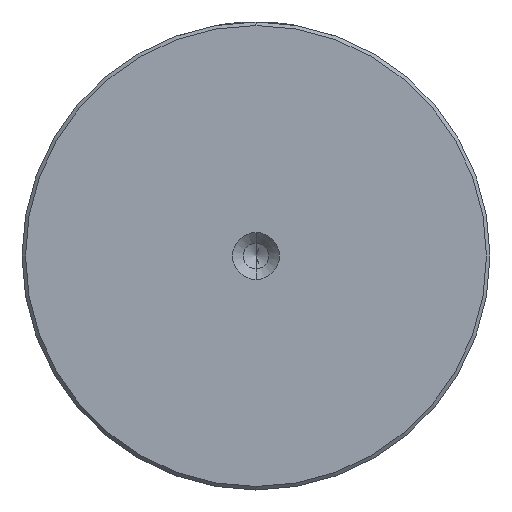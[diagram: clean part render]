
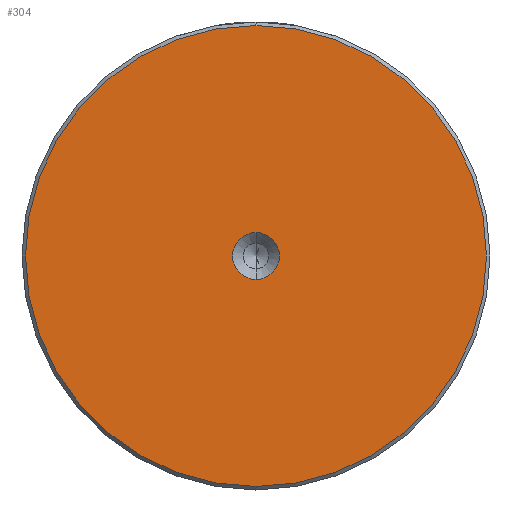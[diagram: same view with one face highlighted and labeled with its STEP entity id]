
A CAD part, left-side view. The second image highlights one B-rep face of the part: STEP entity #304.
In plain terms, the highlighted planar face has unit normal (-1, 0, 0).
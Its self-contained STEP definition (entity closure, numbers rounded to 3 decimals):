
#35 = CARTESIAN_POINT ( 'NONE',  ( 0., 0., 3.3 ) ) ;
#304 = ADVANCED_FACE ( 'NONE', ( #879, #1901 ), #1026, .T. ) ;
#477 = AXIS2_PLACEMENT_3D ( 'NONE', #975, #2310, #1169 ) ;
#561 = CARTESIAN_POINT ( 'NONE',  ( 0., 0., 0. ) ) ;
#614 = VERTEX_POINT ( 'NONE', #35 ) ;
#634 = VERTEX_POINT ( 'NONE', #2485 ) ;
#645 = VERTEX_POINT ( 'NONE', #1147 ) ;
#655 = EDGE_CURVE ( 'NONE', #1727, #645, #1878, .T. ) ;
#677 = ORIENTED_EDGE ( 'NONE', *, *, #655, .T. ) ;
#762 = DIRECTION ( 'NONE',  ( 0., 0., 1. ) ) ;
#879 = FACE_OUTER_BOUND ( 'NONE', #1281, .T. ) ;
#892 = CARTESIAN_POINT ( 'NONE',  ( 0., 0., -32.5 ) ) ;
#917 = ORIENTED_EDGE ( 'NONE', *, *, #1926, .F. ) ;
#975 = CARTESIAN_POINT ( 'NONE',  ( 0., 0., 0. ) ) ;
#1006 = AXIS2_PLACEMENT_3D ( 'NONE', #1167, #1016, #1007 ) ;
#1007 = DIRECTION ( 'NONE',  ( 0., 0., 1. ) ) ;
#1008 = DIRECTION ( 'NONE',  ( -1., 0., 0. ) ) ;
#1016 = DIRECTION ( 'NONE',  ( -1., 0., 0. ) ) ;
#1026 = PLANE ( 'NONE',  #1006 ) ;
#1051 = EDGE_CURVE ( 'NONE', #634, #614, #1411, .T. ) ;
#1147 = CARTESIAN_POINT ( 'NONE',  ( 0., 0., 32.5 ) ) ;
#1151 = AXIS2_PLACEMENT_3D ( 'NONE', #2116, #2107, #2097 ) ;
#1167 = CARTESIAN_POINT ( 'NONE',  ( 0., 0., 0. ) ) ;
#1169 = DIRECTION ( 'NONE',  ( 0., 0., 1. ) ) ;
#1273 = ORIENTED_EDGE ( 'NONE', *, *, #1051, .F. ) ;
#1281 = EDGE_LOOP ( 'NONE', ( #677, #2206 ) ) ;
#1355 = AXIS2_PLACEMENT_3D ( 'NONE', #561, #1921, #762 ) ;
#1362 = EDGE_LOOP ( 'NONE', ( #917, #1273 ) ) ;
#1411 = CIRCLE ( 'NONE', #477, 3.3 ) ;
#1727 = VERTEX_POINT ( 'NONE', #892 ) ;
#1823 = AXIS2_PLACEMENT_3D ( 'NONE', #2161, #1008, #2348 ) ;
#1878 = CIRCLE ( 'NONE', #1151, 32.5 ) ;
#1901 = FACE_BOUND ( 'NONE', #1362, .T. ) ;
#1921 = DIRECTION ( 'NONE',  ( -1., 0., 0. ) ) ;
#1926 = EDGE_CURVE ( 'NONE', #614, #634, #2169, .T. ) ;
#2097 = DIRECTION ( 'NONE',  ( 0., 0., 1. ) ) ;
#2107 = DIRECTION ( 'NONE',  ( -1., 0., 0. ) ) ;
#2116 = CARTESIAN_POINT ( 'NONE',  ( 0., 0., 0. ) ) ;
#2161 = CARTESIAN_POINT ( 'NONE',  ( 0., 0., 0. ) ) ;
#2169 = CIRCLE ( 'NONE', #1823, 3.3 ) ;
#2206 = ORIENTED_EDGE ( 'NONE', *, *, #2386, .T. ) ;
#2310 = DIRECTION ( 'NONE',  ( -1., 0., 0. ) ) ;
#2342 = CIRCLE ( 'NONE', #1355, 32.5 ) ;
#2348 = DIRECTION ( 'NONE',  ( 0., 0., 1. ) ) ;
#2386 = EDGE_CURVE ( 'NONE', #645, #1727, #2342, .T. ) ;
#2485 = CARTESIAN_POINT ( 'NONE',  ( 0., 0., -3.3 ) ) ;
